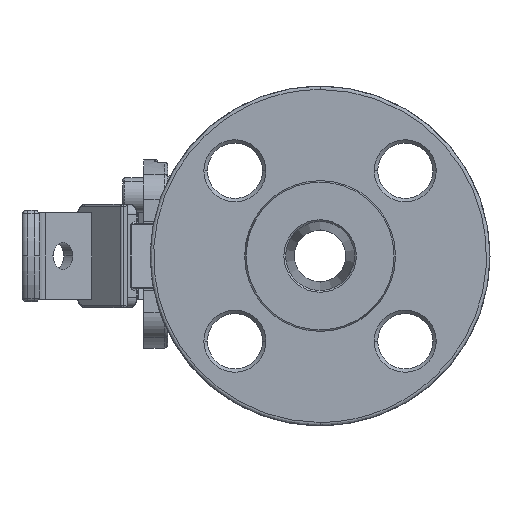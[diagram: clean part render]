
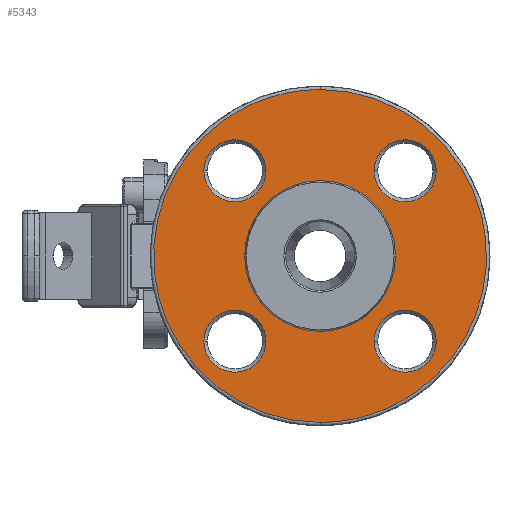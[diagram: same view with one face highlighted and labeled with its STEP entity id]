
A CAD part, left-side view. The second image highlights one B-rep face of the part: STEP entity #5343.
In plain terms, the highlighted planar face has unit normal (-1, 0, 0).
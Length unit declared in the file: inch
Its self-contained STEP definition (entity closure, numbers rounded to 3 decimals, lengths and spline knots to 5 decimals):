
#364 = DIRECTION ( 'NONE',  ( -1., 0., 0. ) ) ;
#498 = VERTEX_POINT ( 'NONE', #3830 ) ;
#770 = CARTESIAN_POINT ( 'NONE',  ( -2.00582, -0.2811, 0. ) ) ;
#797 = EDGE_LOOP ( 'NONE', ( #4646, #25467 ) ) ;
#995 = FACE_OUTER_BOUND ( 'NONE', #797, .T. ) ;
#1419 = DIRECTION ( 'NONE',  ( 1., 0., 0. ) ) ;
#1787 = CARTESIAN_POINT ( 'NONE',  ( -2.00582, -1.25407, 0.97297 ) ) ;
#3216 = CARTESIAN_POINT ( 'NONE',  ( -2.00582, 0.69186, 0.97297 ) ) ;
#3380 = CIRCLE ( 'NONE', #15359, 0.35433 ) ;
#3431 = ORIENTED_EDGE ( 'NONE', *, *, #36610, .F. ) ;
#3830 = CARTESIAN_POINT ( 'NONE',  ( -2.00582, 0.58026, 0. ) ) ;
#3846 = ORIENTED_EDGE ( 'NONE', *, *, #40900, .T. ) ;
#4276 = CARTESIAN_POINT ( 'NONE',  ( -2.00582, -0.2811, -1.90157 ) ) ;
#4646 = ORIENTED_EDGE ( 'NONE', *, *, #19112, .F. ) ;
#5343 = ADVANCED_FACE ( 'NONE', ( #15291, #995, #12228, #37360, #25605, #29595 ), #15058, .F. ) ;
#5348 = VERTEX_POINT ( 'NONE', #41114 ) ;
#6203 = EDGE_CURVE ( 'NONE', #24915, #5348, #3380, .T. ) ;
#6361 = CIRCLE ( 'NONE', #43084, 0.86137 ) ;
#6490 = CARTESIAN_POINT ( 'NONE',  ( -2.00582, -0.2811, 0. ) ) ;
#6823 = EDGE_LOOP ( 'NONE', ( #7835, #17377 ) ) ;
#6893 = CARTESIAN_POINT ( 'NONE',  ( -2.00582, -4.08425, 1.90157 ) ) ;
#7171 = CARTESIAN_POINT ( 'NONE',  ( -2.00582, -0.89974, -0.97297 ) ) ;
#7264 = AXIS2_PLACEMENT_3D ( 'NONE', #1787, #34624, #33935 ) ;
#7679 = AXIS2_PLACEMENT_3D ( 'NONE', #3216, #28052, #30903 ) ;
#7835 = ORIENTED_EDGE ( 'NONE', *, *, #13388, .T. ) ;
#8979 = CIRCLE ( 'NONE', #41201, 0.86137 ) ;
#9648 = EDGE_CURVE ( 'NONE', #45166, #11747, #44816, .T. ) ;
#11742 = DIRECTION ( 'NONE',  ( 1., 0., 0. ) ) ;
#11747 = VERTEX_POINT ( 'NONE', #40740 ) ;
#12228 = FACE_BOUND ( 'NONE', #6823, .T. ) ;
#12424 = DIRECTION ( 'NONE',  ( 0., -1., 0. ) ) ;
#12814 = EDGE_LOOP ( 'NONE', ( #40719, #3846 ) ) ;
#13388 = EDGE_CURVE ( 'NONE', #11747, #45166, #20242, .T. ) ;
#13827 = CIRCLE ( 'NONE', #39329, 0.35433 ) ;
#14665 = DIRECTION ( 'NONE',  ( 0., 1., 0. ) ) ;
#15058 = PLANE ( 'NONE',  #34013 ) ;
#15291 = FACE_BOUND ( 'NONE', #31346, .T. ) ;
#15359 = AXIS2_PLACEMENT_3D ( 'NONE', #24761, #39099, #38861 ) ;
#15434 = DIRECTION ( 'NONE',  ( 0., -1., 0. ) ) ;
#15930 = CARTESIAN_POINT ( 'NONE',  ( -2.00582, 0.69186, -0.97297 ) ) ;
#16360 = ORIENTED_EDGE ( 'NONE', *, *, #28870, .T. ) ;
#16852 = CARTESIAN_POINT ( 'NONE',  ( -2.00582, 1.04619, -0.97297 ) ) ;
#16911 = DIRECTION ( 'NONE',  ( 0., 0., -1. ) ) ;
#17377 = ORIENTED_EDGE ( 'NONE', *, *, #9648, .T. ) ;
#17564 = EDGE_LOOP ( 'NONE', ( #26439, #16360 ) ) ;
#17968 =( BOUNDED_CURVE ( )  B_SPLINE_CURVE ( 3, ( #21887, #6893, #43261, #4276 ),
 .UNSPECIFIED., .F., .T. ) 
 B_SPLINE_CURVE_WITH_KNOTS ( ( 4, 4 ),
 ( 0., 0.5 ),
 .UNSPECIFIED. ) 
 CURVE ( )  GEOMETRIC_REPRESENTATION_ITEM ( )  RATIONAL_B_SPLINE_CURVE ( ( 1., 0.333, 0.333, 1. ) ) 
 REPRESENTATION_ITEM ( '' )  );
#18229 = CARTESIAN_POINT ( 'NONE',  ( -2.00582, -1.14247, 0. ) ) ;
#18245 =( BOUNDED_CURVE ( )  B_SPLINE_CURVE ( 3, ( #33671, #26360, #40703, #22182 ),
 .UNSPECIFIED., .F., .T. ) 
 B_SPLINE_CURVE_WITH_KNOTS ( ( 4, 4 ),
 ( 0.5, 1. ),
 .UNSPECIFIED. ) 
 CURVE ( )  GEOMETRIC_REPRESENTATION_ITEM ( )  RATIONAL_B_SPLINE_CURVE ( ( 1., 0.333, 0.333, 1. ) ) 
 REPRESENTATION_ITEM ( '' )  );
#18505 = CARTESIAN_POINT ( 'NONE',  ( -2.00582, 0.69186, 0.97297 ) ) ;
#18924 = EDGE_CURVE ( 'NONE', #23575, #498, #8979, .T. ) ;
#19112 = EDGE_CURVE ( 'NONE', #44274, #44254, #18245, .T. ) ;
#20242 = CIRCLE ( 'NONE', #39721, 0.35433 ) ;
#20492 = EDGE_CURVE ( 'NONE', #24376, #22185, #13827, .T. ) ;
#20667 = CARTESIAN_POINT ( 'NONE',  ( -2.00582, -0.2811, -1.90157 ) ) ;
#21020 = CIRCLE ( 'NONE', #29977, 0.35433 ) ;
#21184 = AXIS2_PLACEMENT_3D ( 'NONE', #29791, #26490, #12424 ) ;
#21301 = EDGE_LOOP ( 'NONE', ( #32807, #45484 ) ) ;
#21887 = CARTESIAN_POINT ( 'NONE',  ( -2.00582, -0.2811, 1.90157 ) ) ;
#22182 = CARTESIAN_POINT ( 'NONE',  ( -2.00582, -0.2811, 1.90157 ) ) ;
#22185 = VERTEX_POINT ( 'NONE', #33721 ) ;
#22694 = CIRCLE ( 'NONE', #21184, 0.35433 ) ;
#23575 = VERTEX_POINT ( 'NONE', #18229 ) ;
#24376 = VERTEX_POINT ( 'NONE', #7171 ) ;
#24761 = CARTESIAN_POINT ( 'NONE',  ( -2.00582, -1.25407, 0.97297 ) ) ;
#24915 = VERTEX_POINT ( 'NONE', #34340 ) ;
#25405 = VERTEX_POINT ( 'NONE', #43479 ) ;
#25467 = ORIENTED_EDGE ( 'NONE', *, *, #43831, .F. ) ;
#25605 = FACE_BOUND ( 'NONE', #12814, .T. ) ;
#26126 = CARTESIAN_POINT ( 'NONE',  ( -2.00582, 1.04619, 0.97297 ) ) ;
#26360 = CARTESIAN_POINT ( 'NONE',  ( -2.00582, 3.52204, -1.90157 ) ) ;
#26439 = ORIENTED_EDGE ( 'NONE', *, *, #33955, .T. ) ;
#26490 = DIRECTION ( 'NONE',  ( 1., 0., 0. ) ) ;
#26763 = DIRECTION ( 'NONE',  ( 1., 0., 0. ) ) ;
#28052 = DIRECTION ( 'NONE',  ( 1., 0., 0. ) ) ;
#28870 = EDGE_CURVE ( 'NONE', #45460, #25405, #21020, .T. ) ;
#29343 = CARTESIAN_POINT ( 'NONE',  ( -2.00582, 0.69186, -0.97297 ) ) ;
#29595 = FACE_BOUND ( 'NONE', #17564, .T. ) ;
#29791 = CARTESIAN_POINT ( 'NONE',  ( -2.00582, -1.25407, -0.97297 ) ) ;
#29977 = AXIS2_PLACEMENT_3D ( 'NONE', #18505, #43635, #15434 ) ;
#30903 = DIRECTION ( 'NONE',  ( 0., -1., 0. ) ) ;
#31058 = DIRECTION ( 'NONE',  ( 0., -1., 0. ) ) ;
#31276 = AXIS2_PLACEMENT_3D ( 'NONE', #15930, #11742, #44583 ) ;
#31346 = EDGE_LOOP ( 'NONE', ( #3431, #35915 ) ) ;
#32807 = ORIENTED_EDGE ( 'NONE', *, *, #32958, .T. ) ;
#32958 = EDGE_CURVE ( 'NONE', #22185, #24376, #22694, .T. ) ;
#33368 = DIRECTION ( 'NONE',  ( 0., 1., 0. ) ) ;
#33671 = CARTESIAN_POINT ( 'NONE',  ( -2.00582, -0.2811, -1.90157 ) ) ;
#33721 = CARTESIAN_POINT ( 'NONE',  ( -2.00582, -1.6084, -0.97297 ) ) ;
#33935 = DIRECTION ( 'NONE',  ( 0., -1., 0. ) ) ;
#33955 = EDGE_CURVE ( 'NONE', #25405, #45460, #37644, .T. ) ;
#34013 = AXIS2_PLACEMENT_3D ( 'NONE', #34284, #26763, #16911 ) ;
#34284 = CARTESIAN_POINT ( 'NONE',  ( -2.00582, -1.14247, 0. ) ) ;
#34288 = CARTESIAN_POINT ( 'NONE',  ( -2.00582, -0.2811, 1.90157 ) ) ;
#34340 = CARTESIAN_POINT ( 'NONE',  ( -2.00582, -1.6084, 0.97297 ) ) ;
#34598 = DIRECTION ( 'NONE',  ( 1., 0., 0. ) ) ;
#34624 = DIRECTION ( 'NONE',  ( 1., 0., 0. ) ) ;
#35915 = ORIENTED_EDGE ( 'NONE', *, *, #18924, .F. ) ;
#36610 = EDGE_CURVE ( 'NONE', #498, #23575, #6361, .T. ) ;
#37360 = FACE_BOUND ( 'NONE', #21301, .T. ) ;
#37644 = CIRCLE ( 'NONE', #7679, 0.35433 ) ;
#37956 = CIRCLE ( 'NONE', #7264, 0.35433 ) ;
#38861 = DIRECTION ( 'NONE',  ( 0., -1., 0. ) ) ;
#39099 = DIRECTION ( 'NONE',  ( 1., 0., 0. ) ) ;
#39329 = AXIS2_PLACEMENT_3D ( 'NONE', #44945, #34598, #31058 ) ;
#39721 = AXIS2_PLACEMENT_3D ( 'NONE', #29343, #1419, #43462 ) ;
#40414 = DIRECTION ( 'NONE',  ( -1., 0., 0. ) ) ;
#40703 = CARTESIAN_POINT ( 'NONE',  ( -2.00582, 3.52204, 1.90157 ) ) ;
#40719 = ORIENTED_EDGE ( 'NONE', *, *, #6203, .T. ) ;
#40740 = CARTESIAN_POINT ( 'NONE',  ( -2.00582, 0.33753, -0.97297 ) ) ;
#40900 = EDGE_CURVE ( 'NONE', #5348, #24915, #37956, .T. ) ;
#41114 = CARTESIAN_POINT ( 'NONE',  ( -2.00582, -0.89974, 0.97297 ) ) ;
#41201 = AXIS2_PLACEMENT_3D ( 'NONE', #6490, #364, #14665 ) ;
#43084 = AXIS2_PLACEMENT_3D ( 'NONE', #770, #40414, #33368 ) ;
#43261 = CARTESIAN_POINT ( 'NONE',  ( -2.00582, -4.08425, -1.90157 ) ) ;
#43462 = DIRECTION ( 'NONE',  ( 0., -1., 0. ) ) ;
#43479 = CARTESIAN_POINT ( 'NONE',  ( -2.00582, 0.33753, 0.97297 ) ) ;
#43635 = DIRECTION ( 'NONE',  ( 1., 0., 0. ) ) ;
#43831 = EDGE_CURVE ( 'NONE', #44254, #44274, #17968, .T. ) ;
#44254 = VERTEX_POINT ( 'NONE', #34288 ) ;
#44274 = VERTEX_POINT ( 'NONE', #20667 ) ;
#44583 = DIRECTION ( 'NONE',  ( 0., -1., 0. ) ) ;
#44816 = CIRCLE ( 'NONE', #31276, 0.35433 ) ;
#44945 = CARTESIAN_POINT ( 'NONE',  ( -2.00582, -1.25407, -0.97297 ) ) ;
#45166 = VERTEX_POINT ( 'NONE', #16852 ) ;
#45460 = VERTEX_POINT ( 'NONE', #26126 ) ;
#45484 = ORIENTED_EDGE ( 'NONE', *, *, #20492, .T. ) ;
